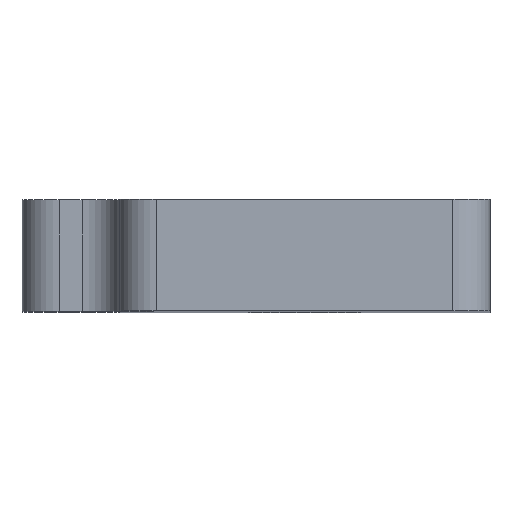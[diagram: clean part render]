
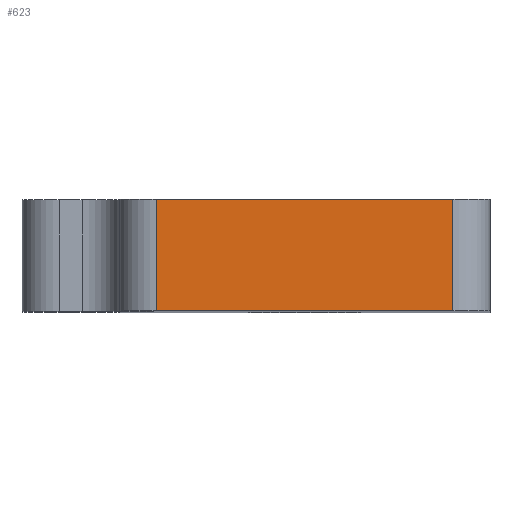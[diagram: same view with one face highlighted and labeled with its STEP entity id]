
A CAD part, top view. The second image highlights one B-rep face of the part: STEP entity #623.
In plain terms, the highlighted planar face has unit normal (0, 0, 1).
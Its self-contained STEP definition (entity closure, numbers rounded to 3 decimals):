
#2 = EDGE_CURVE ( 'NONE', #477, #180, #891, .T. ) ;
#10 = CARTESIAN_POINT ( 'NONE',  ( 0., 0., 10. ) ) ;
#22 = CARTESIAN_POINT ( 'NONE',  ( 3.62, 3., 10. ) ) ;
#65 = ORIENTED_EDGE ( 'NONE', *, *, #2, .F. ) ;
#74 = DIRECTION ( 'NONE',  ( -1., 0., 0. ) ) ;
#78 = FACE_OUTER_BOUND ( 'NONE', #153, .T. ) ;
#111 = LINE ( 'NONE', #760, #880 ) ;
#141 = VECTOR ( 'NONE', #731, 1000. ) ;
#153 = EDGE_LOOP ( 'NONE', ( #65, #906, #819, #754 ) ) ;
#180 = VERTEX_POINT ( 'NONE', #838 ) ;
#254 = EDGE_CURVE ( 'NONE', #477, #1006, #111, .T. ) ;
#268 = LINE ( 'NONE', #602, #980 ) ;
#286 = VERTEX_POINT ( 'NONE', #22 ) ;
#308 = CARTESIAN_POINT ( 'NONE',  ( 11.62, 3., 10. ) ) ;
#310 = DIRECTION ( 'NONE',  ( 0., 0., 1. ) ) ;
#367 = DIRECTION ( 'NONE',  ( 0., -1., 0. ) ) ;
#477 = VERTEX_POINT ( 'NONE', #504 ) ;
#478 = CARTESIAN_POINT ( 'NONE',  ( 0., 3., 10. ) ) ;
#480 = PLANE ( 'NONE',  #934 ) ;
#504 = CARTESIAN_POINT ( 'NONE',  ( 11.62, 0., 10. ) ) ;
#589 = DIRECTION ( 'NONE',  ( 0., 1., 0. ) ) ;
#602 = CARTESIAN_POINT ( 'NONE',  ( 3.62, 0., 10. ) ) ;
#623 = ADVANCED_FACE ( 'NONE', ( #78 ), #480, .T. ) ;
#642 = DIRECTION ( 'NONE',  ( 1., 0., 0. ) ) ;
#723 = CARTESIAN_POINT ( 'NONE',  ( 0., 3., 10. ) ) ;
#731 = DIRECTION ( 'NONE',  ( -1., 0., 0. ) ) ;
#733 = VECTOR ( 'NONE', #74, 1000. ) ;
#754 = ORIENTED_EDGE ( 'NONE', *, *, #815, .T. ) ;
#760 = CARTESIAN_POINT ( 'NONE',  ( 11.62, 3., 10. ) ) ;
#815 = EDGE_CURVE ( 'NONE', #286, #180, #268, .T. ) ;
#819 = ORIENTED_EDGE ( 'NONE', *, *, #999, .T. ) ;
#838 = CARTESIAN_POINT ( 'NONE',  ( 3.62, 0., 10. ) ) ;
#880 = VECTOR ( 'NONE', #589, 1000. ) ;
#891 = LINE ( 'NONE', #10, #141 ) ;
#906 = ORIENTED_EDGE ( 'NONE', *, *, #254, .T. ) ;
#934 = AXIS2_PLACEMENT_3D ( 'NONE', #723, #310, #642 ) ;
#980 = VECTOR ( 'NONE', #367, 1000. ) ;
#999 = EDGE_CURVE ( 'NONE', #1006, #286, #1041, .T. ) ;
#1006 = VERTEX_POINT ( 'NONE', #308 ) ;
#1041 = LINE ( 'NONE', #478, #733 ) ;
